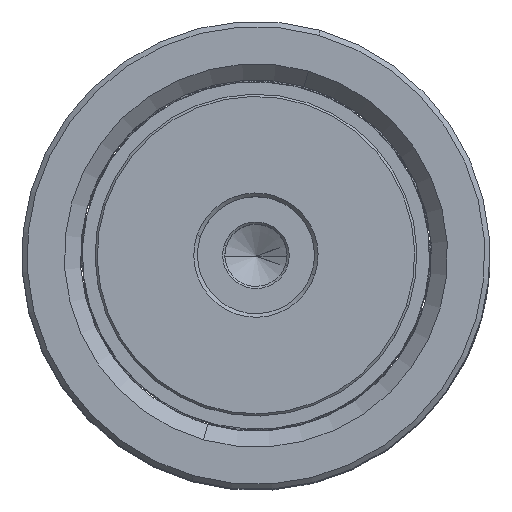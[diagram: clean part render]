
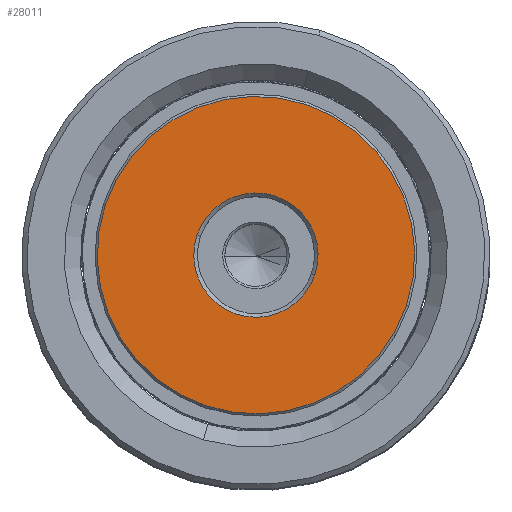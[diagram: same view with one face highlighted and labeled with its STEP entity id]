
A CAD part, top view. The second image highlights one B-rep face of the part: STEP entity #28011.
In plain terms, the highlighted face is planar.
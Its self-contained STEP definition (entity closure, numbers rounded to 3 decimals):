
#1428 = AXIS2_PLACEMENT_3D ( 'NONE', #13516, #17094, #10705 ) ;
#1642 = CIRCLE ( 'NONE', #1428, 8.5 ) ;
#1997 = DIRECTION ( 'NONE',  ( 1., 0., 0. ) ) ;
#2057 = ORIENTED_EDGE ( 'NONE', *, *, #27578, .T. ) ;
#2279 = AXIS2_PLACEMENT_3D ( 'NONE', #2449, #3618, #12626 ) ;
#2449 = CARTESIAN_POINT ( 'NONE',  ( 0., 0., 0. ) ) ;
#2820 = DIRECTION ( 'NONE',  ( 1., 0., 0. ) ) ;
#3061 = ORIENTED_EDGE ( 'NONE', *, *, #22650, .T. ) ;
#3618 = DIRECTION ( 'NONE',  ( 0., 0., -1. ) ) ;
#4928 = CARTESIAN_POINT ( 'NONE',  ( 0., 0., 0. ) ) ;
#4977 = FACE_OUTER_BOUND ( 'NONE', #16841, .T. ) ;
#5020 = VERTEX_POINT ( 'NONE', #26101 ) ;
#8667 = DIRECTION ( 'NONE',  ( 0., 0., 1. ) ) ;
#9586 = VERTEX_POINT ( 'NONE', #10126 ) ;
#10000 = PLANE ( 'NONE',  #37303 ) ;
#10126 = CARTESIAN_POINT ( 'NONE',  ( -21.7, 0., 0. ) ) ;
#10705 = DIRECTION ( 'NONE',  ( 1., 0., 0. ) ) ;
#11510 = ORIENTED_EDGE ( 'NONE', *, *, #28535, .T. ) ;
#11690 = EDGE_LOOP ( 'NONE', ( #2057, #14318 ) ) ;
#12626 = DIRECTION ( 'NONE',  ( 1., 0., 0. ) ) ;
#13516 = CARTESIAN_POINT ( 'NONE',  ( 0., 0., 0. ) ) ;
#14318 = ORIENTED_EDGE ( 'NONE', *, *, #29958, .T. ) ;
#16841 = EDGE_LOOP ( 'NONE', ( #3061, #11510 ) ) ;
#17094 = DIRECTION ( 'NONE',  ( 0., 0., 1. ) ) ;
#20356 = DIRECTION ( 'NONE',  ( 0., 0., -1. ) ) ;
#20578 = CIRCLE ( 'NONE', #2279, 21.7 ) ;
#22650 = EDGE_CURVE ( 'NONE', #31230, #9586, #20578, .T. ) ;
#23830 = CARTESIAN_POINT ( 'NONE',  ( 0., 0., 0. ) ) ;
#24348 = CARTESIAN_POINT ( 'NONE',  ( 21.7, 0., 0. ) ) ;
#24943 = CIRCLE ( 'NONE', #34481, 21.7 ) ;
#26101 = CARTESIAN_POINT ( 'NONE',  ( -8.5, 0., 0. ) ) ;
#27256 = CARTESIAN_POINT ( 'NONE',  ( 8.5, 0., 0. ) ) ;
#27578 = EDGE_CURVE ( 'NONE', #5020, #36740, #1642, .T. ) ;
#28011 = ADVANCED_FACE ( 'NONE', ( #4977, #38660 ), #10000, .F. ) ;
#28535 = EDGE_CURVE ( 'NONE', #9586, #31230, #24943, .T. ) ;
#29958 = EDGE_CURVE ( 'NONE', #36740, #5020, #32180, .T. ) ;
#31230 = VERTEX_POINT ( 'NONE', #24348 ) ;
#32180 = CIRCLE ( 'NONE', #34013, 8.5 ) ;
#34013 = AXIS2_PLACEMENT_3D ( 'NONE', #23830, #8667, #2820 ) ;
#34390 = DIRECTION ( 'NONE',  ( 0., 0., 1. ) ) ;
#34481 = AXIS2_PLACEMENT_3D ( 'NONE', #4928, #20356, #1997 ) ;
#36740 = VERTEX_POINT ( 'NONE', #27256 ) ;
#37303 = AXIS2_PLACEMENT_3D ( 'NONE', #37347, #34390, #37615 ) ;
#37347 = CARTESIAN_POINT ( 'NONE',  ( 0., 0., 0. ) ) ;
#37615 = DIRECTION ( 'NONE',  ( 1., 0., 0. ) ) ;
#38660 = FACE_BOUND ( 'NONE', #11690, .T. ) ;
